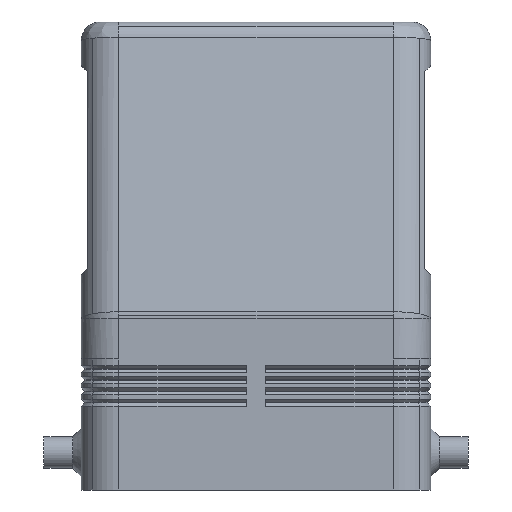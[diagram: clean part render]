
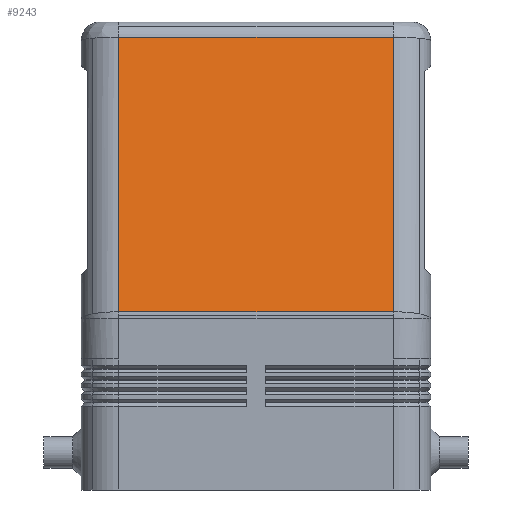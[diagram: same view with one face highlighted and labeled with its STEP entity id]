
A CAD part, left-side view. The second image highlights one B-rep face of the part: STEP entity #9243.
In plain terms, the highlighted planar face has unit normal (-0.982, 0, 0.188).
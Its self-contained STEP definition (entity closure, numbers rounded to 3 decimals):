
#3339=CARTESIAN_POINT('',(-32.466,22.,72.564));
#3340=VERTEX_POINT('',#3339);
#3348=CARTESIAN_POINT('',(-32.466,-22.,72.564));
#3349=VERTEX_POINT('',#3348);
#3350=CARTESIAN_POINT('',(-32.466,22.,72.564));
#3351=DIRECTION('',(0.0,-1.0,0.0));
#3352=VECTOR('',#3351,44.0);
#3353=LINE('',#3350,#3352);
#3354=EDGE_CURVE('',#3340,#3349,#3353,.T.);
#8153=CARTESIAN_POINT('',(-40.893,-22.,28.559));
#8154=VERTEX_POINT('',#8153);
#8188=CARTESIAN_POINT('',(-40.893,22.,28.559));
#8189=VERTEX_POINT('',#8188);
#8190=CARTESIAN_POINT('',(-40.893,-22.,28.559));
#8191=DIRECTION('',(0.0,1.0,0.0));
#8192=VECTOR('',#8191,44.0);
#8193=LINE('',#8190,#8192);
#8194=EDGE_CURVE('',#8154,#8189,#8193,.T.);
#8315=CARTESIAN_POINT('',(-32.466,-22.,72.564));
#8316=DIRECTION('',(-0.188,0.0,-0.982));
#8317=VECTOR('',#8316,44.805);
#8318=LINE('',#8315,#8317);
#8319=EDGE_CURVE('',#3349,#8154,#8318,.T.);
#8709=CARTESIAN_POINT('',(-40.893,22.,28.559));
#8710=DIRECTION('',(0.188,0.0,0.982));
#8711=VECTOR('',#8710,44.805);
#8712=LINE('',#8709,#8711);
#8713=EDGE_CURVE('',#8189,#3340,#8712,.T.);
#9232=CARTESIAN_POINT('',(-32.0,0.0,75.0));
#9233=DIRECTION('',(-0.982,0.0,0.188));
#9234=DIRECTION('',(0.188,0.0,0.982));
#9235=AXIS2_PLACEMENT_3D('',#9232,#9233,#9234);
#9236=PLANE('',#9235);
#9237=ORIENTED_EDGE('',*,*,#8194,.F.);
#9238=ORIENTED_EDGE('',*,*,#8319,.F.);
#9239=ORIENTED_EDGE('',*,*,#3354,.F.);
#9240=ORIENTED_EDGE('',*,*,#8713,.F.);
#9241=EDGE_LOOP('',(#9237,#9238,#9239,#9240));
#9242=FACE_OUTER_BOUND('',#9241,.T.);
#9243=ADVANCED_FACE('',(#9242),#9236,.T.);
